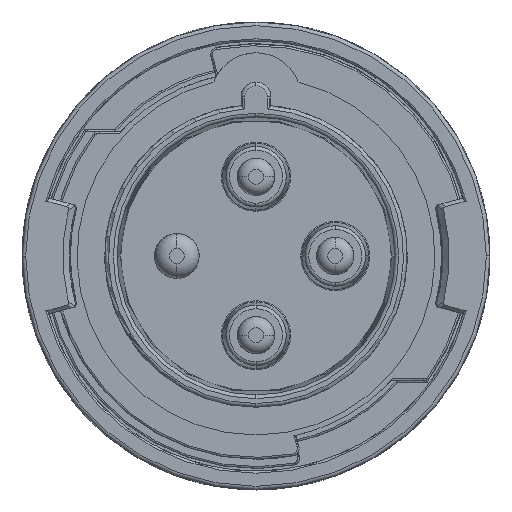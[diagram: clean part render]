
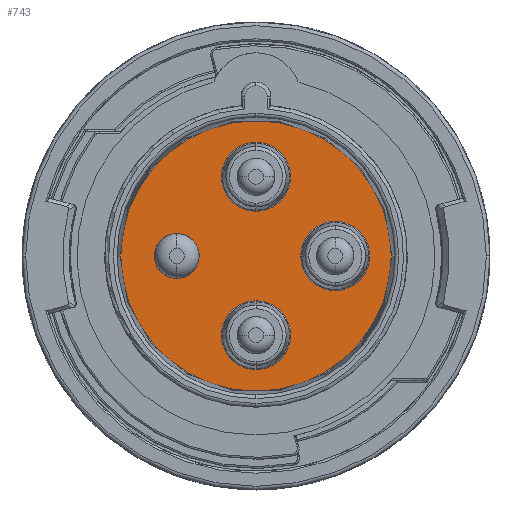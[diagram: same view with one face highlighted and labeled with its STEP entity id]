
A CAD part, front view. The second image highlights one B-rep face of the part: STEP entity #743.
In plain terms, the highlighted planar face has unit normal (0, -1, 0).
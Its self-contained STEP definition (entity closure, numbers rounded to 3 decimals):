
#743 = ADVANCED_FACE ( 'NONE', ( #21863, #4446, #26602, #3865, #39872 ), #13577, .T. ) ;
#1044 = CARTESIAN_POINT ( 'NONE',  ( 0., 50.295, -11.985 ) ) ;
#1911 = EDGE_CURVE ( 'NONE', #20522, #41747, #51830, .T. ) ;
#2252 = CARTESIAN_POINT ( 'NONE',  ( 0., 50.295, -21.25 ) ) ;
#2334 = VERTEX_POINT ( 'NONE', #13451 ) ;
#2697 = VERTEX_POINT ( 'NONE', #29797 ) ;
#3818 = VERTEX_POINT ( 'NONE', #38679 ) ;
#3865 = FACE_BOUND ( 'NONE', #40995, .T. ) ;
#4148 = EDGE_CURVE ( 'NONE', #2697, #34605, #30008, .T. ) ;
#4347 = CARTESIAN_POINT ( 'NONE',  ( 0., 50.295, 21.25 ) ) ;
#4446 = FACE_BOUND ( 'NONE', #12879, .T. ) ;
#4449 = DIRECTION ( 'NONE',  ( -0.914, 0., 0.407 ) ) ;
#4609 = CIRCLE ( 'NONE', #30015, 9.265 ) ;
#4639 = EDGE_CURVE ( 'NONE', #45167, #49930, #4609, .T. ) ;
#5356 = DIRECTION ( 'NONE',  ( 0., -1., 0. ) ) ;
#5994 = ORIENTED_EDGE ( 'NONE', *, *, #1911, .F. ) ;
#6520 = AXIS2_PLACEMENT_3D ( 'NONE', #22458, #9168, #57884 ) ;
#7448 = EDGE_CURVE ( 'NONE', #34605, #2697, #26010, .T. ) ;
#7547 = CARTESIAN_POINT ( 'NONE',  ( 21.25, 50.295, 0. ) ) ;
#8230 = DIRECTION ( 'NONE',  ( 0., -1., 0. ) ) ;
#9168 = DIRECTION ( 'NONE',  ( 0., -1., 0. ) ) ;
#9345 = ORIENTED_EDGE ( 'NONE', *, *, #47477, .F. ) ;
#9624 = ORIENTED_EDGE ( 'NONE', *, *, #4148, .F. ) ;
#9784 = CARTESIAN_POINT ( 'NONE',  ( -21.25, 50.295, 0. ) ) ;
#11146 = DIRECTION ( 'NONE',  ( 0., 1., 0. ) ) ;
#12879 = EDGE_LOOP ( 'NONE', ( #33038, #9345 ) ) ;
#13214 = CARTESIAN_POINT ( 'NONE',  ( 0., 50.295, 30.515 ) ) ;
#13451 = CARTESIAN_POINT ( 'NONE',  ( -15.769, 50.295, -2.44 ) ) ;
#13577 = PLANE ( 'NONE',  #6520 ) ;
#13612 = ORIENTED_EDGE ( 'NONE', *, *, #32361, .F. ) ;
#14343 = DIRECTION ( 'NONE',  ( -1., 0., 0. ) ) ;
#14365 = DIRECTION ( 'NONE',  ( 0., 0., -1. ) ) ;
#14808 = AXIS2_PLACEMENT_3D ( 'NONE', #31304, #18311, #4449 ) ;
#14980 = DIRECTION ( 'NONE',  ( 0., 0., -1. ) ) ;
#15259 = DIRECTION ( 'NONE',  ( 0., 1., 0. ) ) ;
#15569 = CARTESIAN_POINT ( 'NONE',  ( 0., 50.295, -21.25 ) ) ;
#17378 = AXIS2_PLACEMENT_3D ( 'NONE', #55445, #15259, #14980 ) ;
#18171 = CARTESIAN_POINT ( 'NONE',  ( 21.25, 50.295, 9.265 ) ) ;
#18311 = DIRECTION ( 'NONE',  ( 0., -1., 0. ) ) ;
#18490 = CARTESIAN_POINT ( 'NONE',  ( 21.25, 50.295, 0. ) ) ;
#20011 = AXIS2_PLACEMENT_3D ( 'NONE', #9784, #5356, #54381 ) ;
#20522 = VERTEX_POINT ( 'NONE', #13214 ) ;
#20591 = ORIENTED_EDGE ( 'NONE', *, *, #4639, .F. ) ;
#21863 = FACE_OUTER_BOUND ( 'NONE', #38874, .T. ) ;
#22458 = CARTESIAN_POINT ( 'NONE',  ( 15.603, 50.295, -23.16 ) ) ;
#22910 = DIRECTION ( 'NONE',  ( 0., -1., 0. ) ) ;
#24610 = CARTESIAN_POINT ( 'NONE',  ( 0., 50.295, -36.25 ) ) ;
#25653 = CIRCLE ( 'NONE', #20011, 6. ) ;
#26010 = CIRCLE ( 'NONE', #34477, 9.265 ) ;
#26152 = CIRCLE ( 'NONE', #14808, 6. ) ;
#26602 = FACE_BOUND ( 'NONE', #37438, .T. ) ;
#27078 = CIRCLE ( 'NONE', #34601, 9.265 ) ;
#27338 = EDGE_CURVE ( 'NONE', #3818, #2334, #26152, .T. ) ;
#27895 = EDGE_CURVE ( 'NONE', #49930, #45167, #55412, .T. ) ;
#28184 = AXIS2_PLACEMENT_3D ( 'NONE', #18490, #22910, #14343 ) ;
#28869 = CARTESIAN_POINT ( 'NONE',  ( 0., 50.295, 0. ) ) ;
#29372 = EDGE_LOOP ( 'NONE', ( #49710, #20591 ) ) ;
#29797 = CARTESIAN_POINT ( 'NONE',  ( 21.25, 50.295, -9.265 ) ) ;
#29982 = DIRECTION ( 'NONE',  ( 0., -1., 0. ) ) ;
#30008 = CIRCLE ( 'NONE', #28184, 9.265 ) ;
#30015 = AXIS2_PLACEMENT_3D ( 'NONE', #15569, #33586, #37145 ) ;
#30605 = CIRCLE ( 'NONE', #17378, 36.25 ) ;
#30883 = EDGE_CURVE ( 'NONE', #48057, #47263, #36328, .T. ) ;
#31304 = CARTESIAN_POINT ( 'NONE',  ( -21.25, 50.295, 0. ) ) ;
#32361 = EDGE_CURVE ( 'NONE', #41747, #20522, #27078, .T. ) ;
#33038 = ORIENTED_EDGE ( 'NONE', *, *, #27338, .F. ) ;
#33586 = DIRECTION ( 'NONE',  ( 0., -1., 0. ) ) ;
#34438 = DIRECTION ( 'NONE',  ( 0., 0., 1. ) ) ;
#34477 = AXIS2_PLACEMENT_3D ( 'NONE', #7547, #29982, #43568 ) ;
#34601 = AXIS2_PLACEMENT_3D ( 'NONE', #4347, #35651, #14365 ) ;
#34605 = VERTEX_POINT ( 'NONE', #18171 ) ;
#35651 = DIRECTION ( 'NONE',  ( 0., -1., 0. ) ) ;
#35725 = ORIENTED_EDGE ( 'NONE', *, *, #53557, .F. ) ;
#36328 = CIRCLE ( 'NONE', #53324, 36.25 ) ;
#36609 = CARTESIAN_POINT ( 'NONE',  ( 0., 50.295, -30.515 ) ) ;
#37145 = DIRECTION ( 'NONE',  ( 0., 0., 1. ) ) ;
#37438 = EDGE_LOOP ( 'NONE', ( #9624, #46987 ) ) ;
#38601 = DIRECTION ( 'NONE',  ( 0., -1., 0. ) ) ;
#38679 = CARTESIAN_POINT ( 'NONE',  ( -26.731, 50.295, 2.44 ) ) ;
#38874 = EDGE_LOOP ( 'NONE', ( #35725, #39474 ) ) ;
#39249 = AXIS2_PLACEMENT_3D ( 'NONE', #2252, #38601, #34438 ) ;
#39474 = ORIENTED_EDGE ( 'NONE', *, *, #30883, .F. ) ;
#39872 = FACE_BOUND ( 'NONE', #29372, .T. ) ;
#40995 = EDGE_LOOP ( 'NONE', ( #13612, #5994 ) ) ;
#41747 = VERTEX_POINT ( 'NONE', #42835 ) ;
#42835 = CARTESIAN_POINT ( 'NONE',  ( 0., 50.295, 11.985 ) ) ;
#43568 = DIRECTION ( 'NONE',  ( -1., 0., 0. ) ) ;
#44841 = DIRECTION ( 'NONE',  ( 0., 0., -1. ) ) ;
#45167 = VERTEX_POINT ( 'NONE', #1044 ) ;
#46987 = ORIENTED_EDGE ( 'NONE', *, *, #7448, .F. ) ;
#47263 = VERTEX_POINT ( 'NONE', #24610 ) ;
#47477 = EDGE_CURVE ( 'NONE', #2334, #3818, #25653, .T. ) ;
#48057 = VERTEX_POINT ( 'NONE', #48643 ) ;
#48087 = AXIS2_PLACEMENT_3D ( 'NONE', #57547, #8230, #44841 ) ;
#48643 = CARTESIAN_POINT ( 'NONE',  ( 0., 50.295, 36.25 ) ) ;
#49710 = ORIENTED_EDGE ( 'NONE', *, *, #27895, .F. ) ;
#49930 = VERTEX_POINT ( 'NONE', #36609 ) ;
#51830 = CIRCLE ( 'NONE', #48087, 9.265 ) ;
#53324 = AXIS2_PLACEMENT_3D ( 'NONE', #28869, #11146, #54872 ) ;
#53557 = EDGE_CURVE ( 'NONE', #47263, #48057, #30605, .T. ) ;
#54381 = DIRECTION ( 'NONE',  ( -0.914, 0., 0.407 ) ) ;
#54872 = DIRECTION ( 'NONE',  ( 0., 0., -1. ) ) ;
#55412 = CIRCLE ( 'NONE', #39249, 9.265 ) ;
#55445 = CARTESIAN_POINT ( 'NONE',  ( 0., 50.295, 0. ) ) ;
#57547 = CARTESIAN_POINT ( 'NONE',  ( 0., 50.295, 21.25 ) ) ;
#57884 = DIRECTION ( 'NONE',  ( 0., 0., -1. ) ) ;
